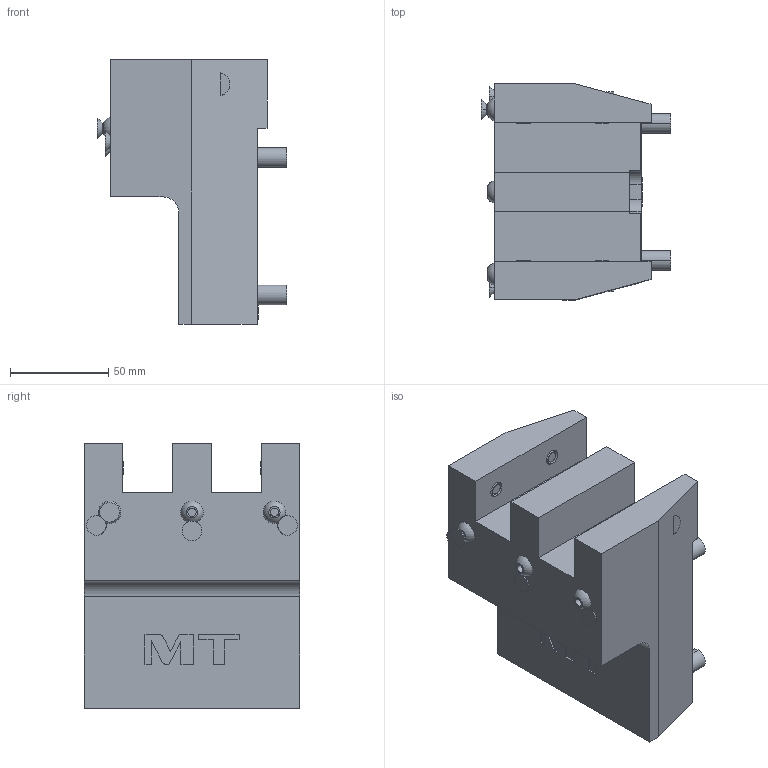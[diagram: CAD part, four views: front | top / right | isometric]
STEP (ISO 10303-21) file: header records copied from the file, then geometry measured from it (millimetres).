
FILE_DESCRIPTION((''),'2;1');
FILE_NAME('TKW0902500_CONF','2025-01-22T14:04:01',('fpalella'),('M.T. srl'),'CREO PARAMETRIC BY PTC INC, 2023352','CREO PARAMETRIC BY PTC INC, 2023352','');
FILE_SCHEMA(('CONFIG_CONTROL_DESIGN'));
Length unit declared in the file: millimetre
Products named in the file (1): TKW0902500_CONF
Bounding box: 96.5 x 110 x 135 mm (x, y, z)
Volume: 727475.8 mm3; surface area: 67936.4 mm2
Topology: 1 solids, 1 shells, 133 faces, 316 edges, 208 vertices
Faces by surface type: plane 73, cylinder 29, cone 24, sphere 3, torus 2, extrusion 2
Entity records: 4000 total; most frequent: CARTESIAN_POINT 783, DIRECTION 674, ORIENTED_EDGE 632, EDGE_CURVE 316, AXIS2_PLACEMENT_3D 237, VERTEX_POINT 208, VECTOR 200, LINE 198
